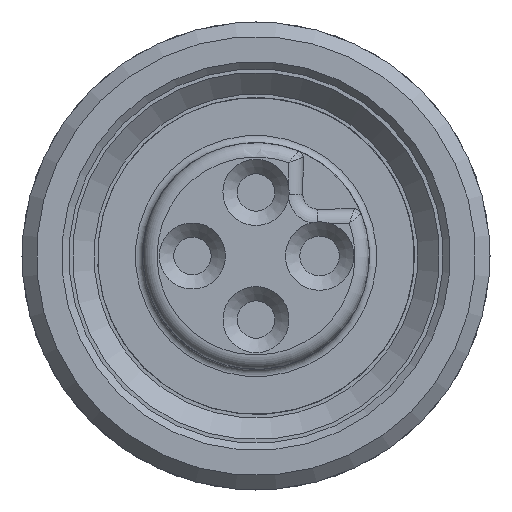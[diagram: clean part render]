
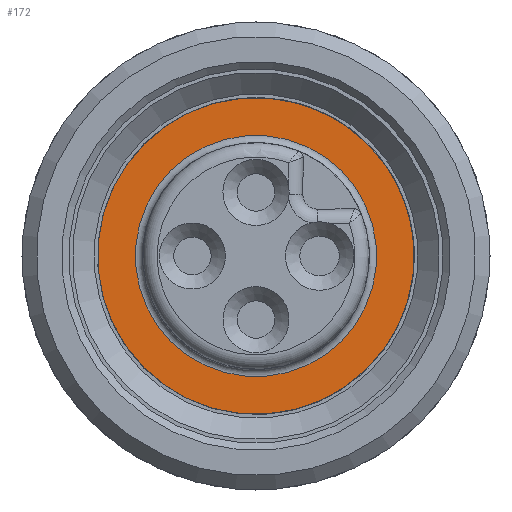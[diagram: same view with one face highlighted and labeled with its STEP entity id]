
A CAD part, left-side view. The second image highlights one B-rep face of the part: STEP entity #172.
In plain terms, the highlighted planar face has unit normal (-1, 0, 0).
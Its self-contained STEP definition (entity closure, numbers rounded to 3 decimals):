
#172=ADVANCED_FACE('',(#265,#266),#217,.F.);
#217=PLANE('',#911);
#265=FACE_BOUND('',#381,.T.);
#266=FACE_BOUND('',#382,.T.);
#381=EDGE_LOOP('',(#546));
#382=EDGE_LOOP('',(#547));
#546=ORIENTED_EDGE('',*,*,#747,.T.);
#547=ORIENTED_EDGE('',*,*,#696,.T.);
#624=VERTEX_POINT('',#1264);
#662=VERTEX_POINT('',#1540);
#696=EDGE_CURVE('',#624,#624,#782,.T.);
#747=EDGE_CURVE('',#662,#662,#813,.T.);
#782=CIRCLE('',#850,2.2);
#813=CIRCLE('',#909,1.675);
#850=AXIS2_PLACEMENT_3D('',#1263,#987,#988);
#909=AXIS2_PLACEMENT_3D('',#1539,#1117,#1118);
#911=AXIS2_PLACEMENT_3D('',#1542,#1121,#1122);
#987=DIRECTION('',(-1.,0.,0.));
#988=DIRECTION('',(0.,0.,1.));
#1117=DIRECTION('',(1.,0.,0.));
#1118=DIRECTION('',(0.,0.707,0.707));
#1121=DIRECTION('',(1.,0.,0.));
#1122=DIRECTION('',(0.,0.707,0.707));
#1263=CARTESIAN_POINT('',(5.349,0.,0.));
#1264=CARTESIAN_POINT('',(5.349,0.,2.2));
#1539=CARTESIAN_POINT('',(5.349,0.,0.));
#1540=CARTESIAN_POINT('',(5.349,1.184,1.184));
#1542=CARTESIAN_POINT('',(5.349,0.,0.));
